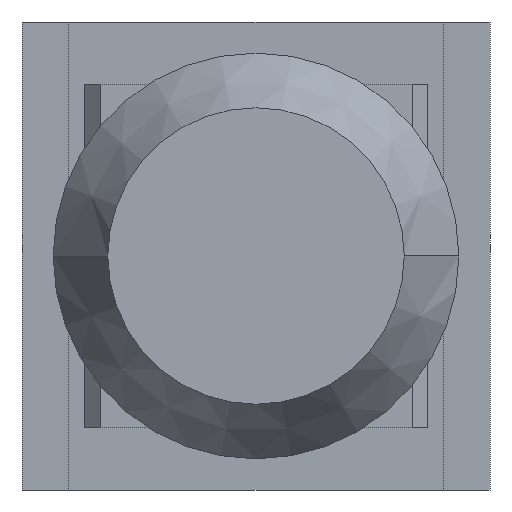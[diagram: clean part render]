
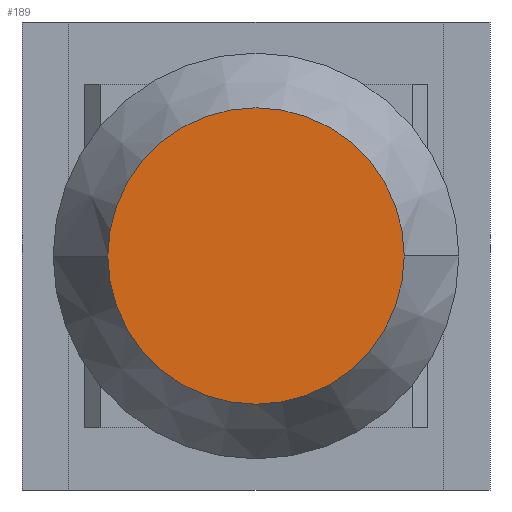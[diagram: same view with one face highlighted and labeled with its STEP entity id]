
A CAD part, front view. The second image highlights one B-rep face of the part: STEP entity #189.
In plain terms, the highlighted planar face has unit normal (0, -1, 0).
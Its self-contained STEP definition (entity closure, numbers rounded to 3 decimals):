
#189=ADVANCED_FACE('',(#428),#429,.T.);
#428=FACE_OUTER_BOUND('',#724,.T.);
#429=PLANE('',#725);
#724=EDGE_LOOP('',(#1194,#1195));
#725=AXIS2_PLACEMENT_3D('',#1196,#1197,#1198);
#1194=ORIENTED_EDGE('',*,*,#1786,.F.);
#1195=ORIENTED_EDGE('',*,*,#1797,.F.);
#1196=CARTESIAN_POINT('',(-4.75,0.,0.0));
#1197=DIRECTION('',(0.,-1.0,0.0));
#1198=DIRECTION('',(1.0,0.,0.0));
#1786=EDGE_CURVE('',#2140,#2142,#2143,.T.);
#1797=EDGE_CURVE('',#2142,#2140,#2158,.T.);
#2140=VERTEX_POINT('',#2633);
#2142=VERTEX_POINT('',#2636);
#2143=CIRCLE('',#2637,9.5);
#2158=CIRCLE('',#2655,9.5);
#2633=CARTESIAN_POINT('',(-9.5,0.,0.0));
#2636=CARTESIAN_POINT('',(9.5,0.,0.));
#2637=AXIS2_PLACEMENT_3D('',#3318,#3319,#3320);
#2655=AXIS2_PLACEMENT_3D('',#3336,#3337,#3338);
#3318=CARTESIAN_POINT('',(0.0,0.,0.0));
#3319=DIRECTION('',(0.0,1.0,0.0));
#3320=DIRECTION('',(-1.0,0.0,0.0));
#3336=CARTESIAN_POINT('',(0.0,0.,0.0));
#3337=DIRECTION('',(0.0,1.0,0.0));
#3338=DIRECTION('',(-1.0,0.0,0.0));
